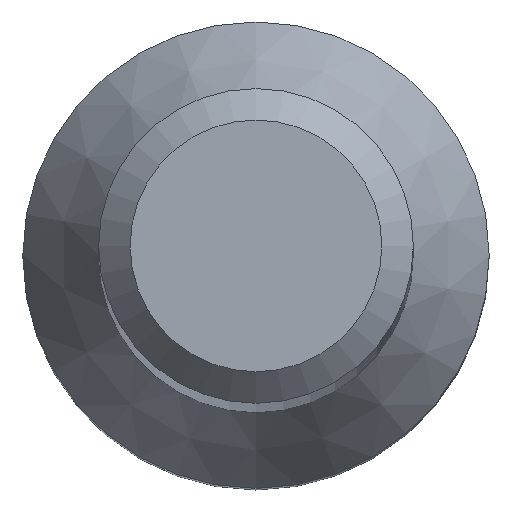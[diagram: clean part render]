
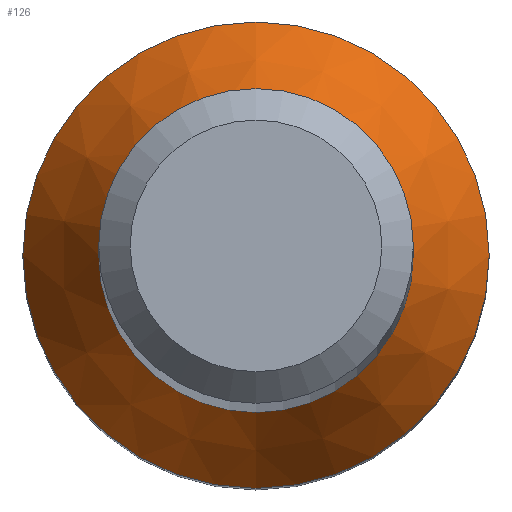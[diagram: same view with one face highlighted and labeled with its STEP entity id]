
A CAD part, top view. The second image highlights one B-rep face of the part: STEP entity #126.
In plain terms, the highlighted conical face has half-angle 30 degrees and reference radius 2.964 mm.
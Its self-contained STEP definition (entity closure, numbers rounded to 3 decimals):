
#6 = CIRCLE ( 'NONE', #123, 2.964 ) ;
#31 = VERTEX_POINT ( 'NONE', #236 ) ;
#36 = EDGE_LOOP ( 'NONE', ( #205 ) ) ;
#38 = EDGE_LOOP ( 'NONE', ( #200 ) ) ;
#47 = CARTESIAN_POINT ( 'NONE',  ( 0., 0., 12.322 ) ) ;
#54 = AXIS2_PLACEMENT_3D ( 'NONE', #220, #222, #133 ) ;
#55 = CARTESIAN_POINT ( 'NONE',  ( 0., 2.964, 12.322 ) ) ;
#73 = VERTEX_POINT ( 'NONE', #55 ) ;
#97 = FACE_OUTER_BOUND ( 'NONE', #38, .T. ) ;
#100 = DIRECTION ( 'NONE',  ( 0., 0., -1. ) ) ;
#110 = DIRECTION ( 'NONE',  ( 0., 1., 0. ) ) ;
#123 = AXIS2_PLACEMENT_3D ( 'NONE', #179, #167, #110 ) ;
#124 = AXIS2_PLACEMENT_3D ( 'NONE', #47, #100, #227 ) ;
#126 = ADVANCED_FACE ( 'NONE', ( #148, #97 ), #151, .T. ) ;
#133 = DIRECTION ( 'NONE',  ( 0., 1., 0. ) ) ;
#144 = EDGE_CURVE ( 'NONE', #31, #31, #173, .T. ) ;
#148 = FACE_BOUND ( 'NONE', #36, .T. ) ;
#151 = CONICAL_SURFACE ( 'NONE', #124, 2.964, 0.524 ) ;
#167 = DIRECTION ( 'NONE',  ( 0., 0., -1. ) ) ;
#173 = CIRCLE ( 'NONE', #54, 2. ) ;
#174 = EDGE_CURVE ( 'NONE', #73, #73, #6, .T. ) ;
#179 = CARTESIAN_POINT ( 'NONE',  ( 0., 0., 12.322 ) ) ;
#200 = ORIENTED_EDGE ( 'NONE', *, *, #174, .F. ) ;
#205 = ORIENTED_EDGE ( 'NONE', *, *, #144, .T. ) ;
#220 = CARTESIAN_POINT ( 'NONE',  ( 0., 0., 13.992 ) ) ;
#222 = DIRECTION ( 'NONE',  ( 0., 0., -1. ) ) ;
#227 = DIRECTION ( 'NONE',  ( 0., 1., 0. ) ) ;
#236 = CARTESIAN_POINT ( 'NONE',  ( 0., 2., 13.992 ) ) ;
